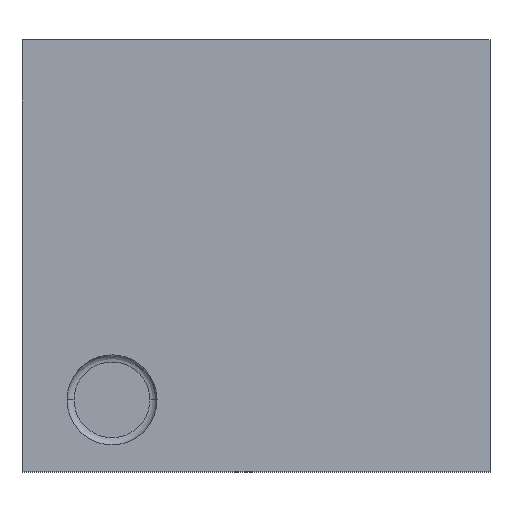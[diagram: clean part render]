
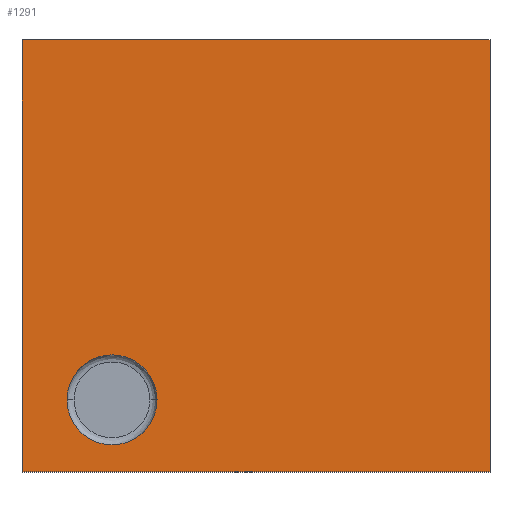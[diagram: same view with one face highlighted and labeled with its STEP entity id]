
A CAD part, top view. The second image highlights one B-rep face of the part: STEP entity #1291.
In plain terms, the highlighted planar face has unit normal (0, 0, 1).
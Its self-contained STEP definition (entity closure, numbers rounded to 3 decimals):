
#34 = EDGE_CURVE ( 'NONE', #283, #754, #1109, .T. ) ;
#46 = CARTESIAN_POINT ( 'NONE',  ( -0.25, -0.2, 0.625 ) ) ;
#89 = CARTESIAN_POINT ( 'NONE',  ( -0.25, 1., 0.625 ) ) ;
#111 = ORIENTED_EDGE ( 'NONE', *, *, #34, .F. ) ;
#120 = VERTEX_POINT ( 'NONE', #1053 ) ;
#234 = LINE ( 'NONE', #595, #546 ) ;
#236 = DIRECTION ( 'NONE',  ( 0., 1., 0. ) ) ;
#269 = DIRECTION ( 'NONE',  ( 0., 0., 1. ) ) ;
#283 = VERTEX_POINT ( 'NONE', #1015 ) ;
#327 = EDGE_CURVE ( 'NONE', #754, #283, #1085, .T. ) ;
#387 = DIRECTION ( 'NONE',  ( -1., 0., 0. ) ) ;
#421 = FACE_OUTER_BOUND ( 'NONE', #1046, .T. ) ;
#438 = CARTESIAN_POINT ( 'NONE',  ( -0.25, -0.2, 0.625 ) ) ;
#455 = DIRECTION ( 'NONE',  ( 0., 0., -1. ) ) ;
#511 = ORIENTED_EDGE ( 'NONE', *, *, #770, .T. ) ;
#513 = LINE ( 'NONE', #1347, #672 ) ;
#532 = PLANE ( 'NONE',  #864 ) ;
#544 = DIRECTION ( 'NONE',  ( 1., 0., 0. ) ) ;
#546 = VECTOR ( 'NONE', #387, 1000. ) ;
#584 = DIRECTION ( 'NONE',  ( 0., -1., 0. ) ) ;
#595 = CARTESIAN_POINT ( 'NONE',  ( 1.05, 1., 0.625 ) ) ;
#601 = EDGE_CURVE ( 'NONE', #855, #120, #513, .T. ) ;
#604 = CARTESIAN_POINT ( 'NONE',  ( 1.05, -0.2, 0.625 ) ) ;
#672 = VECTOR ( 'NONE', #236, 1000. ) ;
#724 = VECTOR ( 'NONE', #544, 1000. ) ;
#737 = ORIENTED_EDGE ( 'NONE', *, *, #327, .F. ) ;
#754 = VERTEX_POINT ( 'NONE', #1155 ) ;
#764 = DIRECTION ( 'NONE',  ( -1., 0., 0. ) ) ;
#770 = EDGE_CURVE ( 'NONE', #1231, #855, #1271, .T. ) ;
#780 = EDGE_LOOP ( 'NONE', ( #111, #737 ) ) ;
#815 = DIRECTION ( 'NONE',  ( 0., 0., 1. ) ) ;
#816 = CARTESIAN_POINT ( 'NONE',  ( -0.25, 1., 0.625 ) ) ;
#855 = VERTEX_POINT ( 'NONE', #604 ) ;
#857 = AXIS2_PLACEMENT_3D ( 'NONE', #1538, #815, #1429 ) ;
#859 = AXIS2_PLACEMENT_3D ( 'NONE', #1370, #269, #764 ) ;
#864 = AXIS2_PLACEMENT_3D ( 'NONE', #438, #455, #929 ) ;
#894 = FACE_BOUND ( 'NONE', #780, .T. ) ;
#895 = EDGE_CURVE ( 'NONE', #120, #1502, #234, .T. ) ;
#918 = ORIENTED_EDGE ( 'NONE', *, *, #601, .T. ) ;
#929 = DIRECTION ( 'NONE',  ( -1., 0., 0. ) ) ;
#1015 = CARTESIAN_POINT ( 'NONE',  ( -0.125, 0., 0.625 ) ) ;
#1046 = EDGE_LOOP ( 'NONE', ( #1146, #1252, #511, #918 ) ) ;
#1053 = CARTESIAN_POINT ( 'NONE',  ( 1.05, 1., 0.625 ) ) ;
#1085 = CIRCLE ( 'NONE', #859, 0.125 ) ;
#1109 = CIRCLE ( 'NONE', #857, 0.125 ) ;
#1146 = ORIENTED_EDGE ( 'NONE', *, *, #895, .T. ) ;
#1155 = CARTESIAN_POINT ( 'NONE',  ( 0.125, 0., 0.625 ) ) ;
#1231 = VERTEX_POINT ( 'NONE', #1461 ) ;
#1252 = ORIENTED_EDGE ( 'NONE', *, *, #1363, .T. ) ;
#1271 = LINE ( 'NONE', #46, #724 ) ;
#1291 = ADVANCED_FACE ( 'NONE', ( #421, #894 ), #532, .F. ) ;
#1336 = LINE ( 'NONE', #89, #1432 ) ;
#1347 = CARTESIAN_POINT ( 'NONE',  ( 1.05, -0.2, 0.625 ) ) ;
#1363 = EDGE_CURVE ( 'NONE', #1502, #1231, #1336, .T. ) ;
#1370 = CARTESIAN_POINT ( 'NONE',  ( 0., 0., 0.625 ) ) ;
#1429 = DIRECTION ( 'NONE',  ( -1., 0., 0. ) ) ;
#1432 = VECTOR ( 'NONE', #584, 1000. ) ;
#1461 = CARTESIAN_POINT ( 'NONE',  ( -0.25, -0.2, 0.625 ) ) ;
#1502 = VERTEX_POINT ( 'NONE', #816 ) ;
#1538 = CARTESIAN_POINT ( 'NONE',  ( 0., 0., 0.625 ) ) ;
